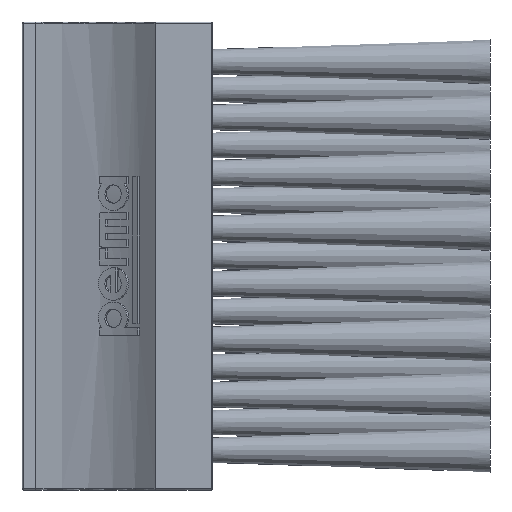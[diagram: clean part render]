
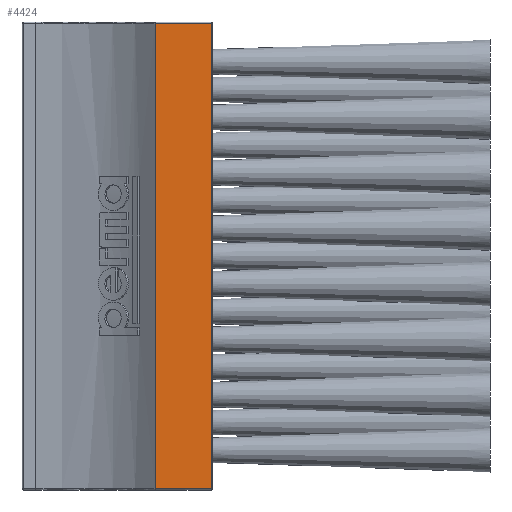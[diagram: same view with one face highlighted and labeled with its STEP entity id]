
A CAD part, left-side view. The second image highlights one B-rep face of the part: STEP entity #4424.
In plain terms, the highlighted planar face has unit normal (-1, 0, 0).
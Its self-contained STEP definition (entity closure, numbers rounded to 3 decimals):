
#439=LINE('',#6677,#667);
#442=LINE('',#6696,#670);
#449=LINE('',#6714,#677);
#621=LINE('',#8271,#849);
#667=VECTOR('',#5228,10.);
#670=VECTOR('',#5235,10.);
#677=VECTOR('',#5258,10.);
#849=VECTOR('',#5932,10.);
#1023=PLANE('',#5014);
#1472=FACE_OUTER_BOUND('',#1921,.T.);
#1921=EDGE_LOOP('',(#4081,#4082,#4083,#4084));
#2231=VERTEX_POINT('',#6654);
#2237=VERTEX_POINT('',#6668);
#2240=VERTEX_POINT('',#6676);
#2243=VERTEX_POINT('',#6713);
#2633=EDGE_CURVE('',#2237,#2240,#439,.T.);
#2637=EDGE_CURVE('',#2231,#2237,#442,.T.);
#2647=EDGE_CURVE('',#2243,#2231,#449,.T.);
#2989=EDGE_CURVE('',#2240,#2243,#621,.T.);
#4081=ORIENTED_EDGE('',*,*,#2647,.F.);
#4082=ORIENTED_EDGE('',*,*,#2989,.F.);
#4083=ORIENTED_EDGE('',*,*,#2633,.F.);
#4084=ORIENTED_EDGE('',*,*,#2637,.F.);
#4424=ADVANCED_FACE('',(#1472),#1023,.T.);
#5014=AXIS2_PLACEMENT_3D('',#8562,#6343,#6344);
#5228=DIRECTION('',(0.,1.,0.));
#5235=DIRECTION('',(0.,0.,-1.));
#5258=DIRECTION('',(0.,-1.,0.));
#5932=DIRECTION('',(0.,0.,1.));
#6343=DIRECTION('center_axis',(-1.,0.,0.));
#6344=DIRECTION('ref_axis',(0.,0.,1.));
#6654=CARTESIAN_POINT('',(-16.25,-27.3,67.3));
#6668=CARTESIAN_POINT('',(-16.25,-27.3,0.2));
#6676=CARTESIAN_POINT('',(-16.25,-19.188,0.2));
#6677=CARTESIAN_POINT('',(-16.25,-21.556,0.2));
#6696=CARTESIAN_POINT('',(-16.25,-27.3,0.));
#6713=CARTESIAN_POINT('',(-16.25,-19.188,67.3));
#6714=CARTESIAN_POINT('',(-16.25,-21.556,67.3));
#8271=CARTESIAN_POINT('',(-16.25,-19.188,0.));
#8562=CARTESIAN_POINT('Origin',(-16.25,-27.5,0.));
